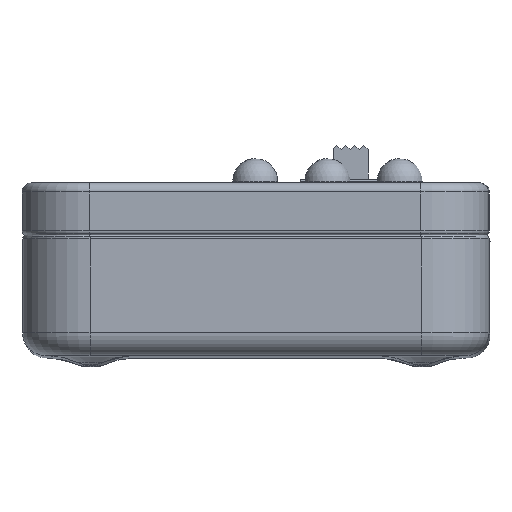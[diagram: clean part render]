
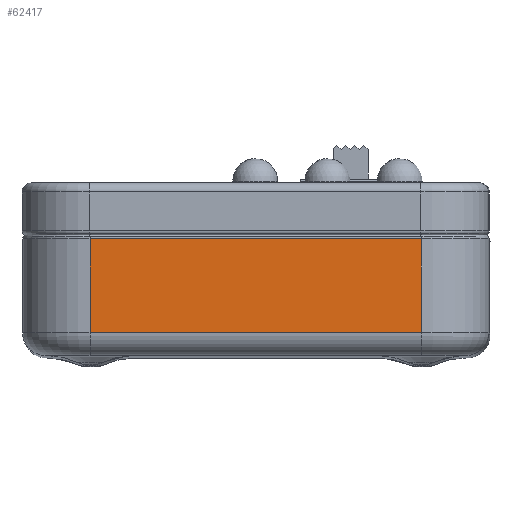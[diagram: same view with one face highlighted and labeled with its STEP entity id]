
A CAD part, front view. The second image highlights one B-rep face of the part: STEP entity #62417.
In plain terms, the highlighted face is planar.
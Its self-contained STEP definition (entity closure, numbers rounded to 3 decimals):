
#5438=PLANE('',#66151);
#7758=FACE_OUTER_BOUND('',#11158,.T.);
#11158=EDGE_LOOP('',(#44775,#44776,#44777,#44778));
#14812=LINE('',#87197,#21449);
#14815=LINE('',#87213,#21452);
#14829=LINE('',#87252,#21466);
#14830=LINE('',#87255,#21467);
#21449=VECTOR('',#70845,10.);
#21452=VECTOR('',#70866,7.487);
#21466=VECTOR('',#70902,10.);
#21467=VECTOR('',#70907,10.);
#29097=VERTEX_POINT('',#87191);
#29098=VERTEX_POINT('',#87195);
#29102=VERTEX_POINT('',#87211);
#29116=VERTEX_POINT('',#87251);
#35214=EDGE_CURVE('',#29097,#29098,#14812,.T.);
#35222=EDGE_CURVE('',#29102,#29097,#14815,.T.);
#35241=EDGE_CURVE('',#29116,#29098,#14829,.T.);
#35243=EDGE_CURVE('',#29116,#29102,#14830,.T.);
#44775=ORIENTED_EDGE('',*,*,#35214,.F.);
#44776=ORIENTED_EDGE('',*,*,#35222,.F.);
#44777=ORIENTED_EDGE('',*,*,#35243,.F.);
#44778=ORIENTED_EDGE('',*,*,#35241,.T.);
#62417=ADVANCED_FACE('',(#7758),#5438,.T.);
#66151=AXIS2_PLACEMENT_3D('',#87254,#70905,#70906);
#70845=DIRECTION('',(1.,0.,0.));
#70866=DIRECTION('',(0.,-1.,0.));
#70902=DIRECTION('',(0.,-1.,0.));
#70905=DIRECTION('center_axis',(0.,0.,-1.));
#70906=DIRECTION('ref_axis',(1.,0.,0.));
#70907=DIRECTION('',(-1.,0.,0.));
#87191=CARTESIAN_POINT('',(13.588,-11.,4.887));
#87195=CARTESIAN_POINT('',(50.332,-11.,4.887));
#87197=CARTESIAN_POINT('',(22.774,-11.,4.887));
#87211=CARTESIAN_POINT('',(13.588,-0.6,4.887));
#87213=CARTESIAN_POINT('',(13.588,0.,4.887));
#87251=CARTESIAN_POINT('',(50.332,-0.6,4.887));
#87252=CARTESIAN_POINT('',(50.332,0.,4.887));
#87254=CARTESIAN_POINT('Origin',(13.588,0.,4.887));
#87255=CARTESIAN_POINT('',(24.975,-0.6,4.887));
